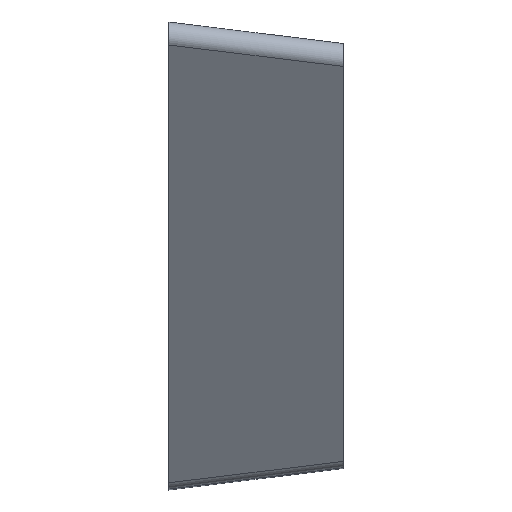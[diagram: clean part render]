
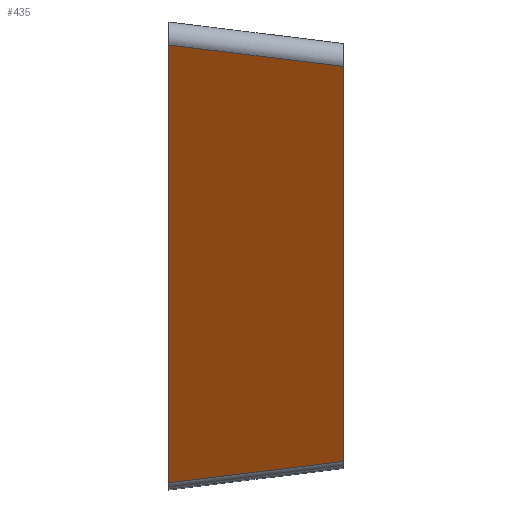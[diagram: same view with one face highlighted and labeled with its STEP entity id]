
A CAD part, top view. The second image highlights one B-rep face of the part: STEP entity #435.
In plain terms, the highlighted planar face has unit normal (0.122, -0.569, 0.813).
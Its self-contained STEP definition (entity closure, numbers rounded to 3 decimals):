
#43=CARTESIAN_POINT('',(0.,6.038,11.98));
#54=DIRECTION('',(0.,-0.819,-0.574));
#55=VECTOR('',#54,7.267);
#56=CARTESIAN_POINT('',(0.,6.038,11.98));
#57=LINE('',#56,#55);
#64=CARTESIAN_POINT('',(0.,0.085,7.811));
#113=DIRECTION('',(-0.991,-0.122,0.063));
#114=VECTOR('',#113,2.403);
#115=CARTESIAN_POINT('',(2.38,0.377,7.659));
#116=LINE('',#115,#114);
#120=DIRECTION('',(-0.966,0.119,0.228));
#121=VECTOR('',#120,2.463);
#122=CARTESIAN_POINT('',(2.38,5.745,11.418));
#123=LINE('',#122,#121);
#127=DIRECTION('',(0.,0.819,0.574));
#128=VECTOR('',#127,6.554);
#129=CARTESIAN_POINT('',(2.38,0.377,7.659));
#130=LINE('',#129,#128);
#187=CARTESIAN_POINT('',(2.38,5.745,11.418));
#328=VERTEX_POINT('',#64);
#329=CARTESIAN_POINT('',(2.38,0.377,7.659));
#330=VERTEX_POINT('',#329);
#332=VERTEX_POINT('',#43);
#336=VERTEX_POINT('',#187);
#422=CARTESIAN_POINT('',(0.,0.,7.752));
#423=DIRECTION('',(0.122,-0.569,0.813));
#424=DIRECTION('',(0.,-0.819,-0.574));
#425=AXIS2_PLACEMENT_3D('',#422,#423,#424);
#426=PLANE('',#425);
#427=ORIENTED_EDGE('',*,*,#414,.T.);
#428=ORIENTED_EDGE('',*,*,#357,.F.);
#430=ORIENTED_EDGE('',*,*,#429,.F.);
#432=ORIENTED_EDGE('',*,*,#431,.F.);
#433=EDGE_LOOP('',(#427,#428,#430,#432));
#434=FACE_OUTER_BOUND('',#433,.F.);
#357=EDGE_CURVE('',#332,#328,#57,.T.);
#414=EDGE_CURVE('',#330,#328,#116,.T.);
#429=EDGE_CURVE('',#336,#332,#123,.T.);
#431=EDGE_CURVE('',#330,#336,#130,.T.);
#435=ADVANCED_FACE('',(#434),#426,.T.);
